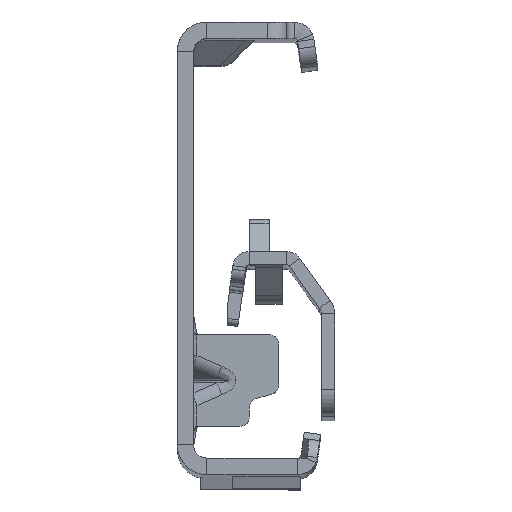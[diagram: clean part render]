
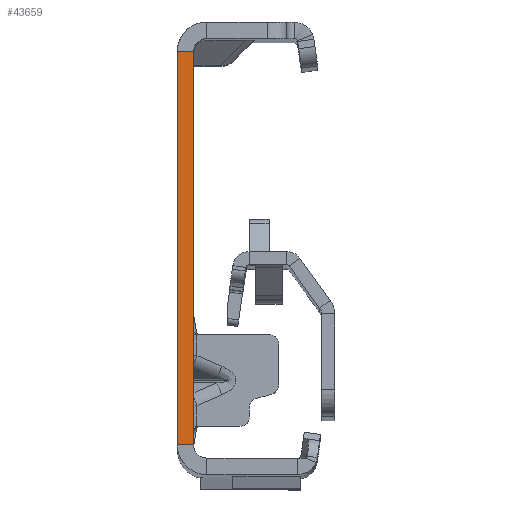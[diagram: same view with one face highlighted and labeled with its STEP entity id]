
A CAD part, top view. The second image highlights one B-rep face of the part: STEP entity #43659.
In plain terms, the highlighted planar face has unit normal (0, 0, 1).
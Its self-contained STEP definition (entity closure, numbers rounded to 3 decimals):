
#385 = EDGE_LOOP ( 'NONE', ( #9405, #11650, #35866, #42273 ) ) ;
#930 = DIRECTION ( 'NONE',  ( 0., 0., 1. ) ) ;
#1423 = FACE_OUTER_BOUND ( 'NONE', #385, .T. ) ;
#2973 = CARTESIAN_POINT ( 'NONE',  ( 0., 30., 0. ) ) ;
#5251 = VECTOR ( 'NONE', #21771, 1000. ) ;
#7359 = EDGE_CURVE ( 'NONE', #12196, #41643, #40482, .T. ) ;
#7959 = CARTESIAN_POINT ( 'NONE',  ( 0., -30., 0. ) ) ;
#9405 = ORIENTED_EDGE ( 'NONE', *, *, #36399, .F. ) ;
#10791 = CARTESIAN_POINT ( 'NONE',  ( 0., -32., 0. ) ) ;
#11261 = DIRECTION ( 'NONE',  ( 0., -1., 0. ) ) ;
#11650 = ORIENTED_EDGE ( 'NONE', *, *, #7359, .T. ) ;
#12196 = VERTEX_POINT ( 'NONE', #17625 ) ;
#13766 = CARTESIAN_POINT ( 'NONE',  ( -2.5, -30., 0. ) ) ;
#15577 = CARTESIAN_POINT ( 'NONE',  ( -2.5, -32., 0. ) ) ;
#15914 = VERTEX_POINT ( 'NONE', #13766 ) ;
#17475 = LINE ( 'NONE', #24388, #38571 ) ;
#17625 = CARTESIAN_POINT ( 'NONE',  ( 0., 30., 0. ) ) ;
#19753 = PLANE ( 'NONE',  #28309 ) ;
#20428 = LINE ( 'NONE', #25115, #24617 ) ;
#21771 = DIRECTION ( 'NONE',  ( -1., 0., 0. ) ) ;
#22166 = LINE ( 'NONE', #10791, #30175 ) ;
#23959 = EDGE_CURVE ( 'NONE', #41643, #15914, #20428, .T. ) ;
#24388 = CARTESIAN_POINT ( 'NONE',  ( 0., -30., 0. ) ) ;
#24617 = VECTOR ( 'NONE', #40359, 1000. ) ;
#25115 = CARTESIAN_POINT ( 'NONE',  ( -2.5, -32., 0. ) ) ;
#28037 = VERTEX_POINT ( 'NONE', #7959 ) ;
#28309 = AXIS2_PLACEMENT_3D ( 'NONE', #15577, #930, #30707 ) ;
#29672 = EDGE_CURVE ( 'NONE', #28037, #15914, #17475, .T. ) ;
#30175 = VECTOR ( 'NONE', #11261, 1000. ) ;
#30707 = DIRECTION ( 'NONE',  ( 1., 0., 0. ) ) ;
#31893 = DIRECTION ( 'NONE',  ( -1., 0., 0. ) ) ;
#32541 = CARTESIAN_POINT ( 'NONE',  ( -2.5, 30., 0. ) ) ;
#35866 = ORIENTED_EDGE ( 'NONE', *, *, #23959, .T. ) ;
#36399 = EDGE_CURVE ( 'NONE', #12196, #28037, #22166, .T. ) ;
#38571 = VECTOR ( 'NONE', #31893, 1000. ) ;
#40359 = DIRECTION ( 'NONE',  ( 0., -1., 0. ) ) ;
#40482 = LINE ( 'NONE', #2973, #5251 ) ;
#41643 = VERTEX_POINT ( 'NONE', #32541 ) ;
#42273 = ORIENTED_EDGE ( 'NONE', *, *, #29672, .F. ) ;
#43659 = ADVANCED_FACE ( 'NONE', ( #1423 ), #19753, .T. ) ;
